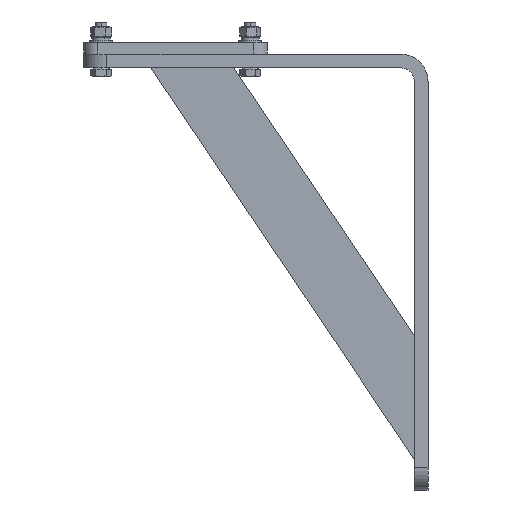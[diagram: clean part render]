
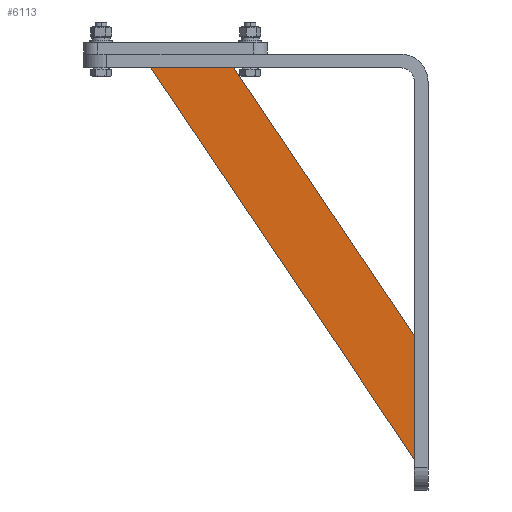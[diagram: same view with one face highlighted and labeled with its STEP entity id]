
A CAD part, left-side view. The second image highlights one B-rep face of the part: STEP entity #6113.
In plain terms, the highlighted planar face has unit normal (-1, 0, 0).
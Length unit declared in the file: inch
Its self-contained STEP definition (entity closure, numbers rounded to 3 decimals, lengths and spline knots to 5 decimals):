
#53 = CARTESIAN_POINT ( 'NONE',  ( -2.95276, 4.76378, -0.23622 ) ) ;
#202 = DIRECTION ( 'NONE',  ( 0., -1., 0. ) ) ;
#295 = ORIENTED_EDGE ( 'NONE', *, *, #5941, .F. ) ;
#675 = DIRECTION ( 'NONE',  ( 0., 0., -1. ) ) ;
#1164 = CARTESIAN_POINT ( 'NONE',  ( -2.95276, 3.33913, -0.23622 ) ) ;
#1624 = EDGE_LOOP ( 'NONE', ( #295, #5723, #3590, #6174 ) ) ;
#1838 = VECTOR ( 'NONE', #4287, 39.37008 ) ;
#2045 = DIRECTION ( 'NONE',  ( 0., 0., -1. ) ) ;
#2459 = CARTESIAN_POINT ( 'NONE',  ( -2.95276, 0.23622, -4.83662 ) ) ;
#2744 = AXIS2_PLACEMENT_3D ( 'NONE', #7647, #6932, #675 ) ;
#2763 = LINE ( 'NONE', #4682, #7353 ) ;
#3368 = EDGE_CURVE ( 'NONE', #5201, #5950, #7252, .T. ) ;
#3496 = LINE ( 'NONE', #5409, #8035 ) ;
#3590 = ORIENTED_EDGE ( 'NONE', *, *, #3368, .F. ) ;
#3814 = EDGE_CURVE ( 'NONE', #6193, #5201, #2763, .T. ) ;
#3944 = DIRECTION ( 'NONE',  ( 0., -0.559, -0.829 ) ) ;
#4068 = CARTESIAN_POINT ( 'NONE',  ( -2.95276, 0.23622, -4.83662 ) ) ;
#4287 = DIRECTION ( 'NONE',  ( 0., 0.559, 0.829 ) ) ;
#4416 = FACE_OUTER_BOUND ( 'NONE', #1624, .T. ) ;
#4658 = EDGE_CURVE ( 'NONE', #5950, #6375, #3496, .T. ) ;
#4682 = CARTESIAN_POINT ( 'NONE',  ( -2.95276, 3.33913, -0.23622 ) ) ;
#5201 = VERTEX_POINT ( 'NONE', #1164 ) ;
#5354 = VECTOR ( 'NONE', #3944, 39.37008 ) ;
#5409 = CARTESIAN_POINT ( 'NONE',  ( -2.95276, 0.23622, -6.94882 ) ) ;
#5723 = ORIENTED_EDGE ( 'NONE', *, *, #4658, .F. ) ;
#5941 = EDGE_CURVE ( 'NONE', #6375, #6193, #7528, .T. ) ;
#5950 = VERTEX_POINT ( 'NONE', #2459 ) ;
#6113 = ADVANCED_FACE ( 'NONE', ( #4416 ), #7047, .F. ) ;
#6174 = ORIENTED_EDGE ( 'NONE', *, *, #3814, .F. ) ;
#6193 = VERTEX_POINT ( 'NONE', #53 ) ;
#6375 = VERTEX_POINT ( 'NONE', #6898 ) ;
#6898 = CARTESIAN_POINT ( 'NONE',  ( -2.95276, 0.23622, -6.94882 ) ) ;
#6932 = DIRECTION ( 'NONE',  ( 1., 0., 0. ) ) ;
#7047 = PLANE ( 'NONE',  #2744 ) ;
#7252 = LINE ( 'NONE', #4068, #5354 ) ;
#7353 = VECTOR ( 'NONE', #202, 39.37008 ) ;
#7398 = CARTESIAN_POINT ( 'NONE',  ( -2.95276, 4.76378, -0.23622 ) ) ;
#7528 = LINE ( 'NONE', #7398, #1838 ) ;
#7647 = CARTESIAN_POINT ( 'NONE',  ( -2.95276, 0., 0. ) ) ;
#8035 = VECTOR ( 'NONE', #2045, 39.37008 ) ;
